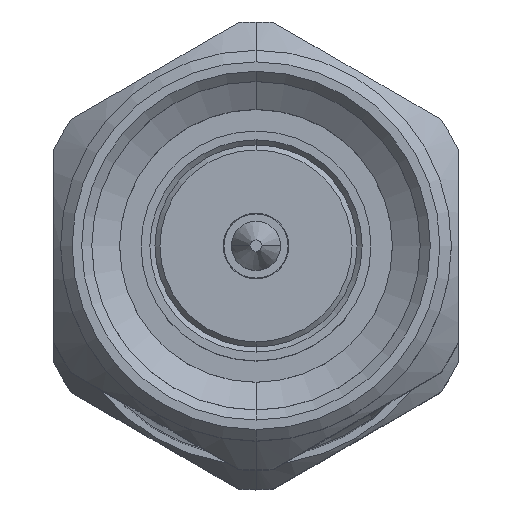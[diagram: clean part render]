
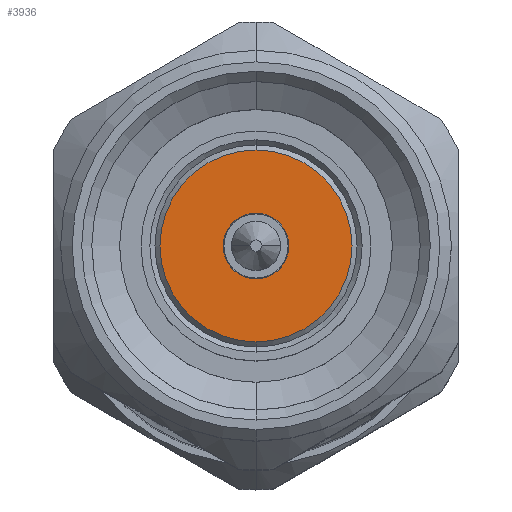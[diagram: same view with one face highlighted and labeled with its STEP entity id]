
A CAD part, top view. The second image highlights one B-rep face of the part: STEP entity #3936.
In plain terms, the highlighted face is planar.
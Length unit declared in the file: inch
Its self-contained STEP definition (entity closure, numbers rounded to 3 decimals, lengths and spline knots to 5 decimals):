
#103 = CARTESIAN_POINT ( 'NONE',  ( -0.11417, 0., 0. ) ) ;
#208 = VERTEX_POINT ( 'NONE', #1919 ) ;
#261 = EDGE_LOOP ( 'NONE', ( #4102, #600 ) ) ;
#280 = ORIENTED_EDGE ( 'NONE', *, *, #1524, .F. ) ;
#345 = DIRECTION ( 'NONE',  ( -1., 0., 0. ) ) ;
#366 = VERTEX_POINT ( 'NONE', #3883 ) ;
#600 = ORIENTED_EDGE ( 'NONE', *, *, #2283, .T. ) ;
#686 = CARTESIAN_POINT ( 'NONE',  ( -0.11417, 0.0748, 0. ) ) ;
#752 = FACE_BOUND ( 'NONE', #261, .T. ) ;
#821 = DIRECTION ( 'NONE',  ( -1., 0., 0. ) ) ;
#855 = AXIS2_PLACEMENT_3D ( 'NONE', #686, #345, #4147 ) ;
#894 = AXIS2_PLACEMENT_3D ( 'NONE', #1574, #4356, #1226 ) ;
#983 = CARTESIAN_POINT ( 'NONE',  ( -0.11417, 0., 0.02559 ) ) ;
#1050 = DIRECTION ( 'NONE',  ( 0., 0., 1. ) ) ;
#1215 = VERTEX_POINT ( 'NONE', #983 ) ;
#1226 = DIRECTION ( 'NONE',  ( 0., 0., 1. ) ) ;
#1375 = CARTESIAN_POINT ( 'NONE',  ( -0.11417, 0., 0.0748 ) ) ;
#1401 = AXIS2_PLACEMENT_3D ( 'NONE', #103, #3238, #1050 ) ;
#1428 = EDGE_CURVE ( 'NONE', #366, #2983, #2273, .T. ) ;
#1524 = EDGE_CURVE ( 'NONE', #2983, #366, #3670, .T. ) ;
#1574 = CARTESIAN_POINT ( 'NONE',  ( -0.11417, 0., 0. ) ) ;
#1664 = DIRECTION ( 'NONE',  ( -1., 0., 0. ) ) ;
#1919 = CARTESIAN_POINT ( 'NONE',  ( -0.11417, 0., -0.02559 ) ) ;
#2273 = CIRCLE ( 'NONE', #1401, 0.0748 ) ;
#2283 = EDGE_CURVE ( 'NONE', #208, #1215, #3736, .T. ) ;
#2493 = AXIS2_PLACEMENT_3D ( 'NONE', #4306, #821, #3583 ) ;
#2617 = CARTESIAN_POINT ( 'NONE',  ( -0.11417, 0., 0. ) ) ;
#2748 = EDGE_CURVE ( 'NONE', #1215, #208, #4454, .T. ) ;
#2781 = AXIS2_PLACEMENT_3D ( 'NONE', #2617, #1664, #3718 ) ;
#2786 = ORIENTED_EDGE ( 'NONE', *, *, #1428, .F. ) ;
#2983 = VERTEX_POINT ( 'NONE', #1375 ) ;
#3238 = DIRECTION ( 'NONE',  ( -1., 0., 0. ) ) ;
#3434 = EDGE_LOOP ( 'NONE', ( #280, #2786 ) ) ;
#3583 = DIRECTION ( 'NONE',  ( 0., 0., 1. ) ) ;
#3670 = CIRCLE ( 'NONE', #894, 0.0748 ) ;
#3718 = DIRECTION ( 'NONE',  ( 0., 0., 1. ) ) ;
#3736 = CIRCLE ( 'NONE', #2781, 0.02559 ) ;
#3802 = PLANE ( 'NONE',  #855 ) ;
#3830 = FACE_OUTER_BOUND ( 'NONE', #3434, .T. ) ;
#3883 = CARTESIAN_POINT ( 'NONE',  ( -0.11417, 0., -0.0748 ) ) ;
#3936 = ADVANCED_FACE ( 'NONE', ( #3830, #752 ), #3802, .F. ) ;
#4102 = ORIENTED_EDGE ( 'NONE', *, *, #2748, .T. ) ;
#4147 = DIRECTION ( 'NONE',  ( 0., 0., 1. ) ) ;
#4306 = CARTESIAN_POINT ( 'NONE',  ( -0.11417, 0., 0. ) ) ;
#4356 = DIRECTION ( 'NONE',  ( -1., 0., 0. ) ) ;
#4454 = CIRCLE ( 'NONE', #2493, 0.02559 ) ;
